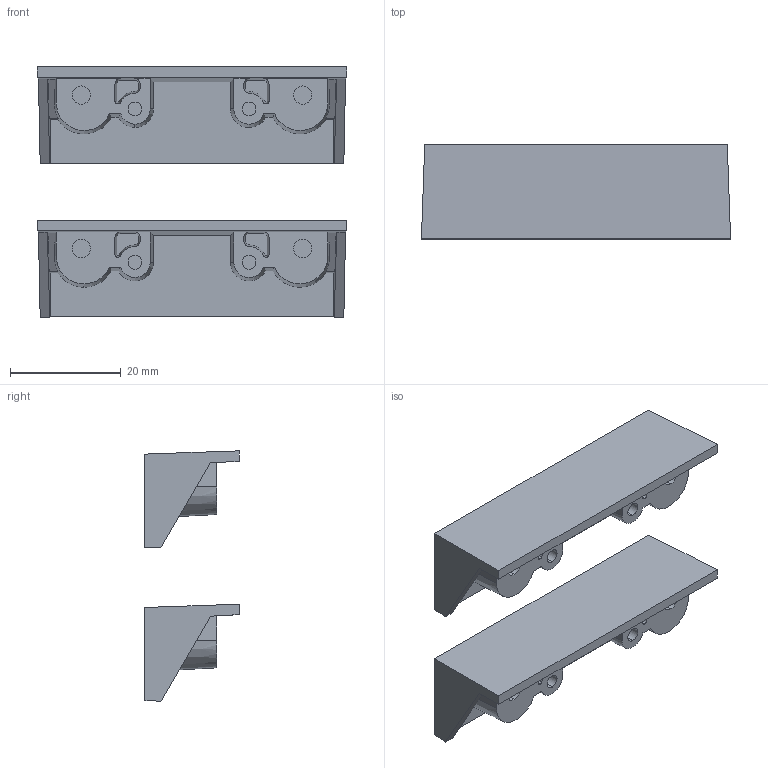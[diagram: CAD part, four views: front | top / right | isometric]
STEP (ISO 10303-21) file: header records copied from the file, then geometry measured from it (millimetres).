
FILE_DESCRIPTION (( 'STEP AP214' ), '1' );
FILE_NAME ('LF9Z-B22_rev0.0.STEP', '2021-05-25T07:01:43', ( '' ), ( '' ), 'SwSTEP 2.0', 'SolidWorks 2019', '' );
FILE_SCHEMA (( 'AUTOMOTIVE_DESIGN' ));
Length unit declared in the file: millimetre
Products named in the file (2): LF9Z-B22_rev0.0; LF3D-S-END-CAP-B_蹬怮椔
Assembly tree (2 placements, depth 2):
  LF9Z-B22_rev0.0
    LF3D-S-END-CAP-B_蹬怮椔  x2
Bounding box: 55.8 x 17 x 45.19 mm (x, y, z)
Volume: 12701.3 mm3; surface area: 9707.3 mm2
Topology: 2 solids, 2 shells, 124 faces, 336 edges, 224 vertices
Faces by surface type: plane 72, cone 36, cylinder 16
Entity records: 2044 total; most frequent: CARTESIAN_POINT 371, DIRECTION 346, ORIENTED_EDGE 336, EDGE_CURVE 168, AXIS2_PLACEMENT_3D 119, VERTEX_POINT 112, VECTOR 108, LINE 108
